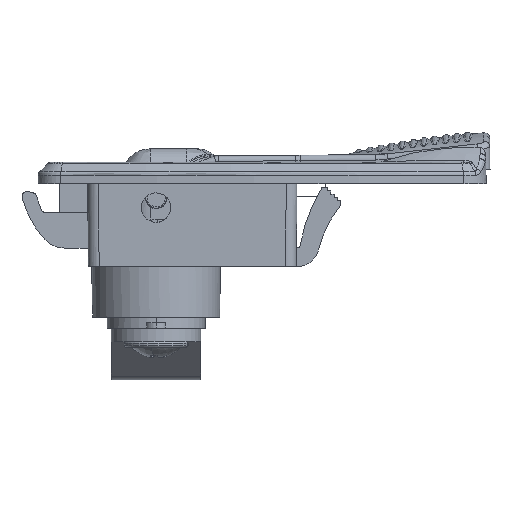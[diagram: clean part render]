
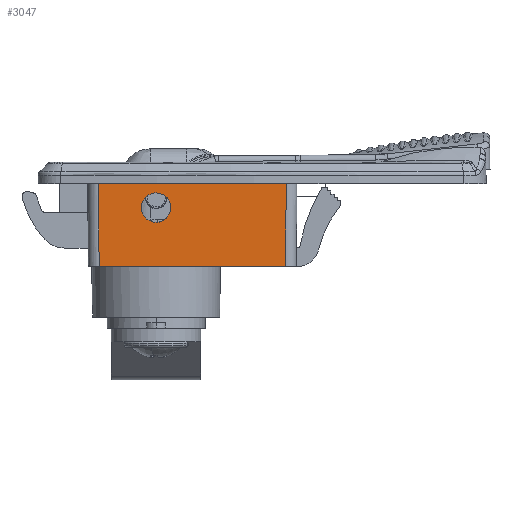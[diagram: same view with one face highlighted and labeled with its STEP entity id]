
A CAD part, front view. The second image highlights one B-rep face of the part: STEP entity #3047.
In plain terms, the highlighted planar face has unit normal (0, -1, -0.009).
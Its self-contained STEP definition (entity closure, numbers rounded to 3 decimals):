
#179 = VERTEX_POINT ( 'NONE', #4138 ) ;
#271 = VECTOR ( 'NONE', #6884, 1000. ) ;
#1365 = AXIS2_PLACEMENT_3D ( 'NONE', #13797, #21134, #13681 ) ;
#1726 =( BOUNDED_CURVE ( )  B_SPLINE_CURVE ( 3, ( #3362, #10521, #21257, #3479 ),
 .UNSPECIFIED., .F., .T. ) 
 B_SPLINE_CURVE_WITH_KNOTS ( ( 4, 4 ),
 ( 0.5, 1. ),
 .UNSPECIFIED. ) 
 CURVE ( )  GEOMETRIC_REPRESENTATION_ITEM ( )  RATIONAL_B_SPLINE_CURVE ( ( 1., 0.333, 0.333, 1. ) ) 
 REPRESENTATION_ITEM ( '' )  );
#1945 = DIRECTION ( 'NONE',  ( -0.009, 0.009, -1. ) ) ;
#1974 = EDGE_CURVE ( 'NONE', #4581, #4921, #13694, .T. ) ;
#2801 = VECTOR ( 'NONE', #1945, 1000. ) ;
#3047 = ADVANCED_FACE ( 'NONE', ( #17518, #6529 ), #6870, .T. ) ;
#3197 = EDGE_CURVE ( 'NONE', #23155, #4581, #8864, .T. ) ;
#3362 = CARTESIAN_POINT ( 'NONE',  ( -19.597, -12.013, -7.219 ) ) ;
#3479 = CARTESIAN_POINT ( 'NONE',  ( -19.597, -12.06, -1.814 ) ) ;
#3588 = CARTESIAN_POINT ( 'NONE',  ( 4.299, -12.012, -7.33 ) ) ;
#3638 = LINE ( 'NONE', #9014, #18180 ) ;
#3754 = CARTESIAN_POINT ( 'NONE',  ( -19.597, -12.06, -1.814 ) ) ;
#3755 = EDGE_CURVE ( 'NONE', #13535, #12046, #1726, .T. ) ;
#4087 = ORIENTED_EDGE ( 'NONE', *, *, #21270, .F. ) ;
#4138 = CARTESIAN_POINT ( 'NONE',  ( -30.219, -12.075, -0.094 ) ) ;
#4581 = VERTEX_POINT ( 'NONE', #18388 ) ;
#4921 = VERTEX_POINT ( 'NONE', #6973 ) ;
#5004 = ORIENTED_EDGE ( 'NONE', *, *, #3197, .F. ) ;
#5488 = DIRECTION ( 'NONE',  ( 1., 0., 0. ) ) ;
#5692 = ORIENTED_EDGE ( 'NONE', *, *, #12436, .F. ) ;
#5877 = ORIENTED_EDGE ( 'NONE', *, *, #1974, .F. ) ;
#6529 = FACE_OUTER_BOUND ( 'NONE', #12025, .T. ) ;
#6870 = PLANE ( 'NONE',  #1365 ) ;
#6884 = DIRECTION ( 'NONE',  ( -1., 0., 0. ) ) ;
#6973 = CARTESIAN_POINT ( 'NONE',  ( -30.085, -11.942, -15.327 ) ) ;
#8376 = CARTESIAN_POINT ( 'NONE',  ( -14.163, -12.06, -1.814 ) ) ;
#8864 = LINE ( 'NONE', #3588, #2801 ) ;
#9014 = CARTESIAN_POINT ( 'NONE',  ( -30.155, -12.012, -7.33 ) ) ;
#9852 = CARTESIAN_POINT ( 'NONE',  ( 4.362, -12.075, -0.094 ) ) ;
#10183 = CARTESIAN_POINT ( 'NONE',  ( -17.547, -11.942, -15.327 ) ) ;
#10521 = CARTESIAN_POINT ( 'NONE',  ( -25.032, -12.013, -7.219 ) ) ;
#12025 = EDGE_LOOP ( 'NONE', ( #5004, #5692, #4087, #5877 ) ) ;
#12046 = VERTEX_POINT ( 'NONE', #3754 ) ;
#12184 = CARTESIAN_POINT ( 'NONE',  ( -19.597, -12.013, -7.219 ) ) ;
#12436 = EDGE_CURVE ( 'NONE', #179, #23155, #14385, .T. ) ;
#13535 = VERTEX_POINT ( 'NONE', #12184 ) ;
#13681 = DIRECTION ( 'NONE',  ( -1., 0., 0. ) ) ;
#13694 = LINE ( 'NONE', #10183, #271 ) ;
#13797 = CARTESIAN_POINT ( 'NONE',  ( 6.469, -12.075, -0.094 ) ) ;
#13819 = EDGE_CURVE ( 'NONE', #12046, #13535, #21809, .T. ) ;
#14223 = CARTESIAN_POINT ( 'NONE',  ( -19.597, -12.013, -7.219 ) ) ;
#14385 = LINE ( 'NONE', #21500, #21833 ) ;
#16181 = ORIENTED_EDGE ( 'NONE', *, *, #13819, .T. ) ;
#17518 = FACE_BOUND ( 'NONE', #21183, .T. ) ;
#18180 = VECTOR ( 'NONE', #22111, 1000. ) ;
#18388 = CARTESIAN_POINT ( 'NONE',  ( 4.229, -11.942, -15.327 ) ) ;
#19469 = CARTESIAN_POINT ( 'NONE',  ( -14.163, -12.013, -7.219 ) ) ;
#20181 = ORIENTED_EDGE ( 'NONE', *, *, #3755, .T. ) ;
#21134 = DIRECTION ( 'NONE',  ( 0., -1., -0.009 ) ) ;
#21183 = EDGE_LOOP ( 'NONE', ( #20181, #16181 ) ) ;
#21225 = CARTESIAN_POINT ( 'NONE',  ( -19.597, -12.06, -1.814 ) ) ;
#21257 = CARTESIAN_POINT ( 'NONE',  ( -25.032, -12.06, -1.814 ) ) ;
#21270 = EDGE_CURVE ( 'NONE', #4921, #179, #3638, .T. ) ;
#21500 = CARTESIAN_POINT ( 'NONE',  ( -0.084, -12.075, -0.094 ) ) ;
#21809 =( BOUNDED_CURVE ( )  B_SPLINE_CURVE ( 3, ( #21225, #8376, #19469, #14223 ),
 .UNSPECIFIED., .F., .F. ) 
 B_SPLINE_CURVE_WITH_KNOTS ( ( 4, 4 ),
 ( 0., 0.5 ),
 .UNSPECIFIED. ) 
 CURVE ( )  GEOMETRIC_REPRESENTATION_ITEM ( )  RATIONAL_B_SPLINE_CURVE ( ( 1., 0.333, 0.333, 1. ) ) 
 REPRESENTATION_ITEM ( '' )  );
#21833 = VECTOR ( 'NONE', #5488, 1000. ) ;
#22111 = DIRECTION ( 'NONE',  ( -0.009, -0.009, 1. ) ) ;
#23155 = VERTEX_POINT ( 'NONE', #9852 ) ;
